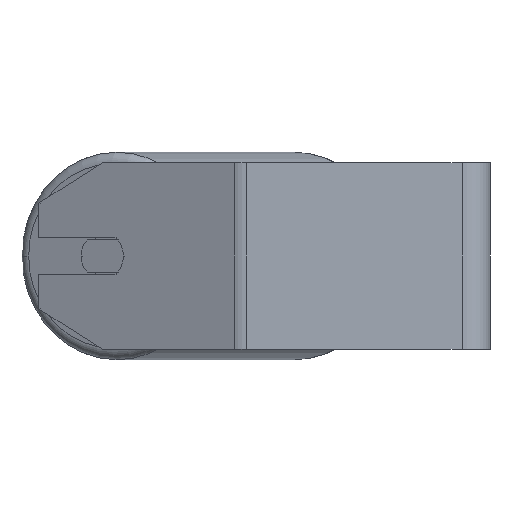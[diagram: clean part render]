
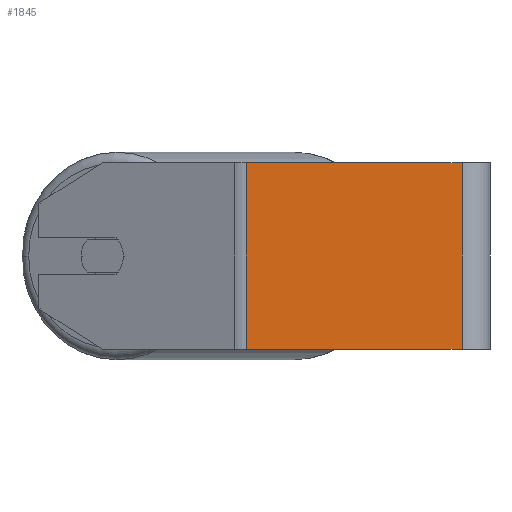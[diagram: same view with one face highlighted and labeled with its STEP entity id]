
A CAD part, left-side view. The second image highlights one B-rep face of the part: STEP entity #1845.
In plain terms, the highlighted planar face has unit normal (-1, 0, 0).
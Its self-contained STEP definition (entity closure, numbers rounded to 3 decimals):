
#69 = CARTESIAN_POINT ( 'NONE',  ( -230., 12., 40. ) ) ;
#286 = PLANE ( 'NONE',  #5286 ) ;
#289 = VERTEX_POINT ( 'NONE', #6014 ) ;
#480 = DIRECTION ( 'NONE',  ( 0., -1., 0. ) ) ;
#545 = ORIENTED_EDGE ( 'NONE', *, *, #571, .T. ) ;
#571 = EDGE_CURVE ( 'NONE', #1188, #289, #4599, .T. ) ;
#972 = VECTOR ( 'NONE', #2493, 1000. ) ;
#1040 = ORIENTED_EDGE ( 'NONE', *, *, #5301, .F. ) ;
#1143 = EDGE_CURVE ( 'NONE', #1320, #1188, #6257, .T. ) ;
#1188 = VERTEX_POINT ( 'NONE', #6194 ) ;
#1316 = CARTESIAN_POINT ( 'NONE',  ( -230., 12., 40. ) ) ;
#1320 = VERTEX_POINT ( 'NONE', #3356 ) ;
#1398 = CARTESIAN_POINT ( 'NONE',  ( -230., 107.244, -40. ) ) ;
#1522 = CARTESIAN_POINT ( 'NONE',  ( -230., 107.244, 40. ) ) ;
#1845 = ADVANCED_FACE ( 'NONE', ( #5601 ), #286, .F. ) ;
#1864 = DIRECTION ( 'NONE',  ( 0., 0., -1. ) ) ;
#1895 = EDGE_LOOP ( 'NONE', ( #545, #3481, #1040, #4250 ) ) ;
#2014 = VERTEX_POINT ( 'NONE', #69 ) ;
#2439 = LINE ( 'NONE', #1316, #5945 ) ;
#2493 = DIRECTION ( 'NONE',  ( 0., 0., -1. ) ) ;
#3077 = CARTESIAN_POINT ( 'NONE',  ( -230., 104.584, 40. ) ) ;
#3356 = CARTESIAN_POINT ( 'NONE',  ( -230., 104.584, 40. ) ) ;
#3481 = ORIENTED_EDGE ( 'NONE', *, *, #5100, .F. ) ;
#3540 = DIRECTION ( 'NONE',  ( 0., -1., 0. ) ) ;
#4250 = ORIENTED_EDGE ( 'NONE', *, *, #1143, .T. ) ;
#4574 = DIRECTION ( 'NONE',  ( 1., 0., 0. ) ) ;
#4599 = LINE ( 'NONE', #1398, #5817 ) ;
#4696 = VECTOR ( 'NONE', #480, 1000. ) ;
#5100 = EDGE_CURVE ( 'NONE', #2014, #289, #2439, .T. ) ;
#5286 = AXIS2_PLACEMENT_3D ( 'NONE', #6698, #4574, #1864 ) ;
#5301 = EDGE_CURVE ( 'NONE', #1320, #2014, #6318, .T. ) ;
#5601 = FACE_OUTER_BOUND ( 'NONE', #1895, .T. ) ;
#5817 = VECTOR ( 'NONE', #3540, 1000. ) ;
#5945 = VECTOR ( 'NONE', #6780, 1000. ) ;
#6014 = CARTESIAN_POINT ( 'NONE',  ( -230., 12., -40. ) ) ;
#6194 = CARTESIAN_POINT ( 'NONE',  ( -230., 104.584, -40. ) ) ;
#6257 = LINE ( 'NONE', #3077, #972 ) ;
#6318 = LINE ( 'NONE', #1522, #4696 ) ;
#6698 = CARTESIAN_POINT ( 'NONE',  ( -230., 107.244, 40. ) ) ;
#6780 = DIRECTION ( 'NONE',  ( 0., 0., -1. ) ) ;
